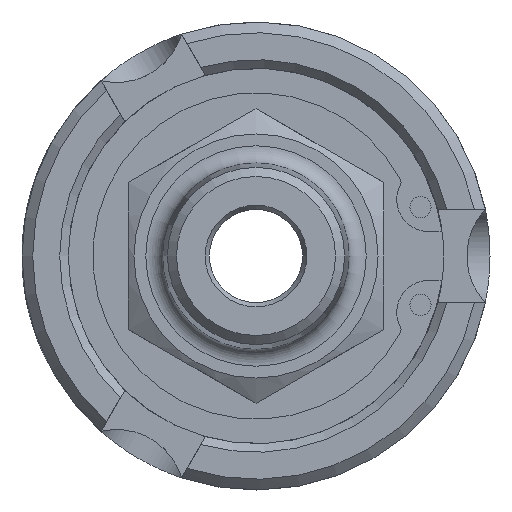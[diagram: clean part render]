
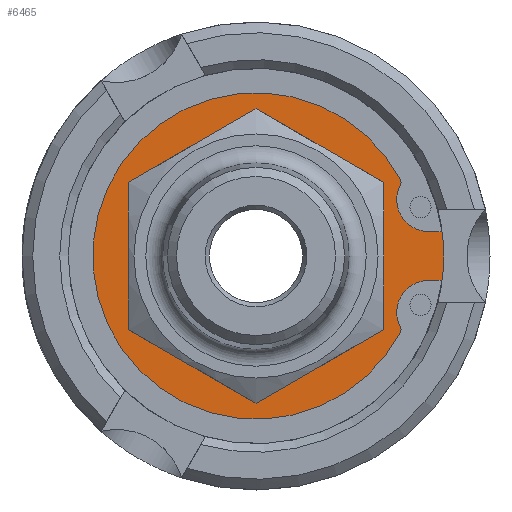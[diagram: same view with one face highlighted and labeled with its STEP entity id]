
A CAD part, left-side view. The second image highlights one B-rep face of the part: STEP entity #6465.
In plain terms, the highlighted planar face has unit normal (-1, 0, 0).
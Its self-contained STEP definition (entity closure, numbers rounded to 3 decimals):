
#262=LINE('',#8900,#662);
#263=LINE('',#8908,#663);
#662=VECTOR('',#7385,1.761);
#663=VECTOR('',#7392,1.761);
#1062=FACE_BOUND('',#1967,.T.);
#1063=FACE_BOUND('',#1968,.T.);
#1107=PLANE('',#6863);
#1591=FACE_OUTER_BOUND('',#1966,.T.);
#1966=EDGE_LOOP('',(#4338,#4339));
#1967=EDGE_LOOP('',(#4340,#4341));
#1968=EDGE_LOOP('',(#4342,#4343,#4344,#4345,#4346,#4347,#4348,#4349,#4350,
#4351));
#2384=CIRCLE('',#6864,18.625);
#2385=CIRCLE('',#6865,18.625);
#2386=CIRCLE('',#6866,9.92);
#2387=CIRCLE('',#6867,9.92);
#2388=CIRCLE('',#6868,2.984);
#2389=CIRCLE('',#6869,0.457);
#2390=CIRCLE('',#6870,18.555);
#2391=CIRCLE('',#6871,0.457);
#2392=CIRCLE('',#6872,2.984);
#2393=CIRCLE('',#6873,0.457);
#2394=CIRCLE('',#6874,15.253);
#2395=CIRCLE('',#6875,0.457);
#2645=VERTEX_POINT('',#8888);
#2646=VERTEX_POINT('',#8889);
#2647=VERTEX_POINT('',#8892);
#2648=VERTEX_POINT('',#8893);
#2649=VERTEX_POINT('',#8896);
#2650=VERTEX_POINT('',#8897);
#2651=VERTEX_POINT('',#8899);
#2652=VERTEX_POINT('',#8901);
#2653=VERTEX_POINT('',#8903);
#2654=VERTEX_POINT('',#8905);
#2655=VERTEX_POINT('',#8907);
#2656=VERTEX_POINT('',#8909);
#2657=VERTEX_POINT('',#8911);
#2658=VERTEX_POINT('',#8913);
#3325=EDGE_CURVE('',#2645,#2646,#2384,.T.);
#3326=EDGE_CURVE('',#2646,#2645,#2385,.T.);
#3327=EDGE_CURVE('',#2647,#2648,#2386,.T.);
#3328=EDGE_CURVE('',#2648,#2647,#2387,.T.);
#3329=EDGE_CURVE('',#2649,#2650,#2388,.T.);
#3330=EDGE_CURVE('',#2650,#2651,#262,.T.);
#3331=EDGE_CURVE('',#2651,#2652,#2389,.T.);
#3332=EDGE_CURVE('',#2652,#2653,#2390,.T.);
#3333=EDGE_CURVE('',#2653,#2654,#2391,.T.);
#3334=EDGE_CURVE('',#2654,#2655,#263,.T.);
#3335=EDGE_CURVE('',#2655,#2656,#2392,.T.);
#3336=EDGE_CURVE('',#2656,#2657,#2393,.T.);
#3337=EDGE_CURVE('',#2657,#2658,#2394,.T.);
#3338=EDGE_CURVE('',#2658,#2649,#2395,.T.);
#4338=ORIENTED_EDGE('',*,*,#3325,.T.);
#4339=ORIENTED_EDGE('',*,*,#3326,.T.);
#4340=ORIENTED_EDGE('',*,*,#3327,.T.);
#4341=ORIENTED_EDGE('',*,*,#3328,.T.);
#4342=ORIENTED_EDGE('',*,*,#3329,.T.);
#4343=ORIENTED_EDGE('',*,*,#3330,.T.);
#4344=ORIENTED_EDGE('',*,*,#3331,.T.);
#4345=ORIENTED_EDGE('',*,*,#3332,.T.);
#4346=ORIENTED_EDGE('',*,*,#3333,.T.);
#4347=ORIENTED_EDGE('',*,*,#3334,.T.);
#4348=ORIENTED_EDGE('',*,*,#3335,.T.);
#4349=ORIENTED_EDGE('',*,*,#3336,.T.);
#4350=ORIENTED_EDGE('',*,*,#3337,.T.);
#4351=ORIENTED_EDGE('',*,*,#3338,.T.);
#6465=ADVANCED_FACE('',(#1591,#1062,#1063),#1107,.F.);
#6863=AXIS2_PLACEMENT_3D('',#8887,#7373,#7374);
#6864=AXIS2_PLACEMENT_3D('',#8890,#7375,#7376);
#6865=AXIS2_PLACEMENT_3D('',#8891,#7377,#7378);
#6866=AXIS2_PLACEMENT_3D('',#8894,#7379,#7380);
#6867=AXIS2_PLACEMENT_3D('',#8895,#7381,#7382);
#6868=AXIS2_PLACEMENT_3D('',#8898,#7383,#7384);
#6869=AXIS2_PLACEMENT_3D('',#8902,#7386,#7387);
#6870=AXIS2_PLACEMENT_3D('',#8904,#7388,#7389);
#6871=AXIS2_PLACEMENT_3D('',#8906,#7390,#7391);
#6872=AXIS2_PLACEMENT_3D('',#8910,#7393,#7394);
#6873=AXIS2_PLACEMENT_3D('',#8912,#7395,#7396);
#6874=AXIS2_PLACEMENT_3D('',#8914,#7397,#7398);
#6875=AXIS2_PLACEMENT_3D('',#8915,#7399,#7400);
#7373=DIRECTION('center_axis',(1.,0.,0.));
#7374=DIRECTION('ref_axis',(0.,0.,-1.));
#7375=DIRECTION('center_axis',(-1.,0.,0.));
#7376=DIRECTION('ref_axis',(0.,1.,0.));
#7377=DIRECTION('center_axis',(-1.,0.,0.));
#7378=DIRECTION('ref_axis',(0.,1.,0.));
#7379=DIRECTION('center_axis',(1.,0.,0.));
#7380=DIRECTION('ref_axis',(0.,1.,0.));
#7381=DIRECTION('center_axis',(1.,0.,0.));
#7382=DIRECTION('ref_axis',(0.,1.,0.));
#7383=DIRECTION('center_axis',(1.,0.,0.));
#7384=DIRECTION('ref_axis',(0.,0.842,-0.539));
#7385=DIRECTION('',(0.,-1.,0.));
#7386=DIRECTION('center_axis',(1.,0.,0.));
#7387=DIRECTION('ref_axis',(0.,-0.759,0.651));
#7388=DIRECTION('center_axis',(1.,0.,0.));
#7389=DIRECTION('ref_axis',(0.,-0.992,-0.123));
#7390=DIRECTION('center_axis',(1.,0.,0.));
#7391=DIRECTION('ref_axis',(0.,-0.759,-0.651));
#7392=DIRECTION('',(0.,1.,0.));
#7393=DIRECTION('center_axis',(1.,0.,0.));
#7394=DIRECTION('ref_axis',(0.,0.,-1.));
#7395=DIRECTION('center_axis',(-1.,0.,0.));
#7396=DIRECTION('ref_axis',(0.,-1.,-0.003));
#7397=DIRECTION('center_axis',(-1.,0.,0.));
#7398=DIRECTION('ref_axis',(0.,0.893,0.451));
#7399=DIRECTION('center_axis',(-1.,0.,0.));
#7400=DIRECTION('ref_axis',(0.,-1.,0.003));
#8887=CARTESIAN_POINT('Origin',(3.51,13.063,0.));
#8888=CARTESIAN_POINT('',(3.51,18.625,0.));
#8889=CARTESIAN_POINT('',(3.51,-18.625,0.));
#8890=CARTESIAN_POINT('Origin',(3.51,0.,0.));
#8891=CARTESIAN_POINT('Origin',(3.51,0.,0.));
#8892=CARTESIAN_POINT('',(3.51,9.92,0.));
#8893=CARTESIAN_POINT('',(3.51,-9.92,0.));
#8894=CARTESIAN_POINT('Origin',(3.51,0.,0.));
#8895=CARTESIAN_POINT('Origin',(3.51,0.,0.));
#8896=CARTESIAN_POINT('',(3.51,-13.496,-6.676));
#8897=CARTESIAN_POINT('',(3.51,-16.127,-2.286));
#8898=CARTESIAN_POINT('Origin',(3.51,-16.127,-5.27));
#8899=CARTESIAN_POINT('',(3.51,-17.888,-2.286));
#8900=CARTESIAN_POINT('',(3.51,-16.127,-2.286));
#8901=CARTESIAN_POINT('',(3.51,-18.34,-2.813));
#8902=CARTESIAN_POINT('Origin',(3.51,-17.888,-2.743));
#8903=CARTESIAN_POINT('',(3.51,-18.34,2.813));
#8904=CARTESIAN_POINT('Origin',(3.51,0.,0.));
#8905=CARTESIAN_POINT('',(3.51,-17.888,2.286));
#8906=CARTESIAN_POINT('Origin',(3.51,-17.888,2.743));
#8907=CARTESIAN_POINT('',(3.51,-16.127,2.286));
#8908=CARTESIAN_POINT('',(3.51,-17.888,2.286));
#8909=CARTESIAN_POINT('',(3.51,-13.496,6.676));
#8910=CARTESIAN_POINT('Origin',(3.51,-16.127,5.27));
#8911=CARTESIAN_POINT('',(3.51,-13.497,7.105));
#8912=CARTESIAN_POINT('Origin',(3.51,-13.092,6.892));
#8913=CARTESIAN_POINT('',(3.51,-13.497,-7.105));
#8914=CARTESIAN_POINT('Origin',(3.51,0.,0.));
#8915=CARTESIAN_POINT('Origin',(3.51,-13.092,-6.892));
